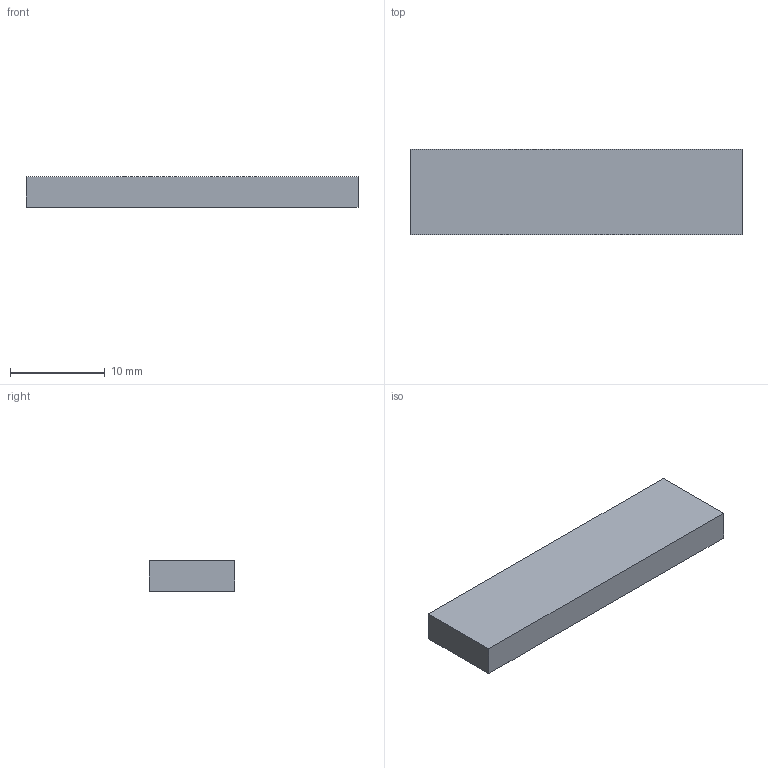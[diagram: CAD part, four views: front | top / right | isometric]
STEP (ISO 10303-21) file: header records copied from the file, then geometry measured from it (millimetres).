
FILE_DESCRIPTION(('FreeCAD Model'),'2;1');
FILE_NAME('User Library-P522304 - Chip Antenna.step', '2017-07-03T09:24:45',('kicad StepUp'),('ksu MCAD'), 'Open CASCADE STEP processor 6.8','FreeCAD','Unknown');
FILE_SCHEMA(('AUTOMOTIVE_DESIGN_CC2 { 1 2 10303 214 -1 1 5 4 }'));
Length unit declared in the file: millimetre
Products named in the file (2): ASSEMBLY; User_Library-P522304_-_Chip_Antenna
Assembly tree (1 placements, depth 2):
  ASSEMBLY
    User_Library-P522304_-_Chip_Antenna
Bounding box: 35 x 9 x 3.21 mm (x, y, z)
Volume: 1008.6 mm3; surface area: 912.3 mm2
Topology: 1 solids, 1 shells, 24 faces, 66 edges, 44 vertices
Faces by surface type: plane 24
Entity records: 950 total; most frequent: CARTESIAN_POINT 136, ORIENTED_EDGE 132, DIRECTION 118, EDGE_CURVE 66, LINE 66, VECTOR 66, VERTEX_POINT 44, AXIS2_PLACEMENT_3D 26
